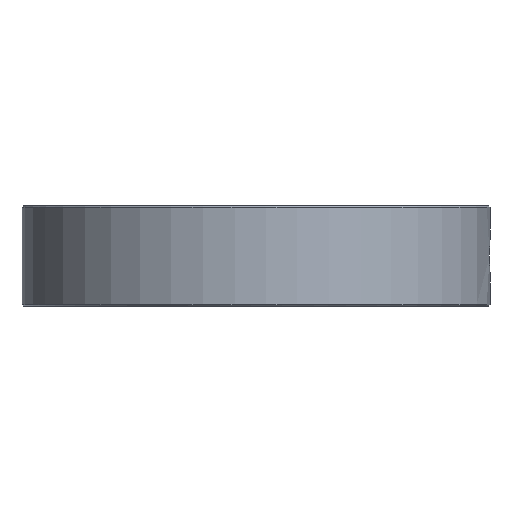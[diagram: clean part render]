
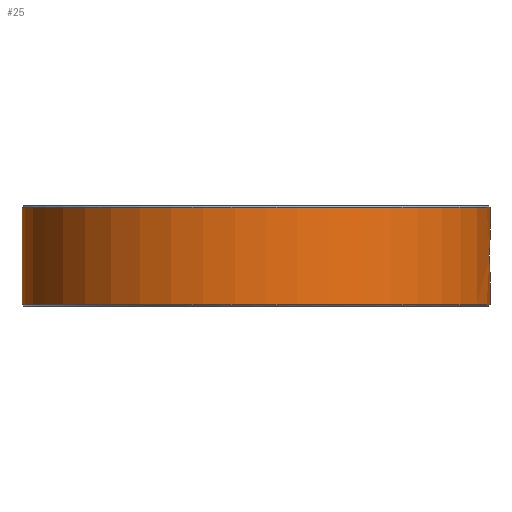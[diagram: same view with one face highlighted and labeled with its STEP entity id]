
A CAD part, front view. The second image highlights one B-rep face of the part: STEP entity #25.
In plain terms, the highlighted free-form (B-spline) face has degree [2, 1] with [5, 2] control points.
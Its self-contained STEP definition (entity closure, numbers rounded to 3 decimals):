
#25=ADVANCED_FACE('',(#43),#289,.T.);
#43=FACE_OUTER_BOUND('',#63,.T.);
#63=EDGE_LOOP('',(#106,#107,#108,#109,#110,#111,#112));
#106=ORIENTED_EDGE('',*,*,#202,.T.);
#107=ORIENTED_EDGE('',*,*,#187,.F.);
#108=ORIENTED_EDGE('',*,*,#180,.F.);
#109=ORIENTED_EDGE('',*,*,#174,.T.);
#110=ORIENTED_EDGE('',*,*,#200,.T.);
#111=ORIENTED_EDGE('',*,*,#183,.F.);
#112=ORIENTED_EDGE('',*,*,#184,.T.);
#174=EDGE_CURVE('',#259,#276,#209,.T.);
#180=EDGE_CURVE('',#259,#266,#230,.T.);
#183=EDGE_CURVE('',#265,#260,#233,.T.);
#184=EDGE_CURVE('',#265,#277,#234,.T.);
#187=EDGE_CURVE('',#266,#278,#236,.T.);
#200=EDGE_CURVE('',#276,#260,#217,.T.);
#202=EDGE_CURVE('',#277,#278,#248,.T.);
#209=B_SPLINE_CURVE_WITH_KNOTS('',3,(#541,#542,#543,#544,#545,#546,#547,
#548,#549,#550),.UNSPECIFIED.,.F.,.F.,(4,2,2,2,4),(0.,1.977,
3.954,5.93,7.907),.UNSPECIFIED.);
#217=B_SPLINE_CURVE_WITH_KNOTS('',3,(#671,#672,#673,#674,#675,#676,#677,
#678,#679,#680),.UNSPECIFIED.,.F.,.F.,(4,2,2,2,4),(7.907,9.884,
11.861,13.837,15.814),.UNSPECIFIED.);
#230=(
BOUNDED_CURVE()
B_SPLINE_CURVE(1,(#601,#602),.UNSPECIFIED.,.F.,.F.)
B_SPLINE_CURVE_WITH_KNOTS((2,2),(20.,29.5),.UNSPECIFIED.)
CURVE()
GEOMETRIC_REPRESENTATION_ITEM()
RATIONAL_B_SPLINE_CURVE((1.,1.))
REPRESENTATION_ITEM('')
);
#233=(
BOUNDED_CURVE()
B_SPLINE_CURVE(1,(#607,#608),.UNSPECIFIED.,.F.,.F.)
B_SPLINE_CURVE_WITH_KNOTS((2,2),(0.5,10.),.UNSPECIFIED.)
CURVE()
GEOMETRIC_REPRESENTATION_ITEM()
RATIONAL_B_SPLINE_CURVE((1.,1.))
REPRESENTATION_ITEM('')
);
#234=(
BOUNDED_CURVE()
B_SPLINE_CURVE(2,(#609,#610,#611,#612,#613),.UNSPECIFIED.,.F.,.F.)
B_SPLINE_CURVE_WITH_KNOTS((3,2,3),(0.,108.935,217.869),
 .UNSPECIFIED.)
CURVE()
GEOMETRIC_REPRESENTATION_ITEM()
RATIONAL_B_SPLINE_CURVE((1.,0.707,1.,0.707,1.))
REPRESENTATION_ITEM('')
);
#236=(
BOUNDED_CURVE()
B_SPLINE_CURVE(2,(#621,#622,#623,#624,#625),.UNSPECIFIED.,.F.,.F.)
B_SPLINE_CURVE_WITH_KNOTS((3,2,3),(0.,108.935,217.869),
 .UNSPECIFIED.)
CURVE()
GEOMETRIC_REPRESENTATION_ITEM()
RATIONAL_B_SPLINE_CURVE((1.,0.707,1.,0.707,1.))
REPRESENTATION_ITEM('')
);
#248=(
BOUNDED_CURVE()
B_SPLINE_CURVE(1,(#691,#692),.UNSPECIFIED.,.F.,.F.)
B_SPLINE_CURVE_WITH_KNOTS((2,2),(0.5,29.5),.UNSPECIFIED.)
CURVE()
GEOMETRIC_REPRESENTATION_ITEM()
RATIONAL_B_SPLINE_CURVE((1.,1.))
REPRESENTATION_ITEM('')
);
#259=VERTEX_POINT('',#483);
#260=VERTEX_POINT('',#484);
#265=VERTEX_POINT('',#489);
#266=VERTEX_POINT('',#490);
#276=VERTEX_POINT('',#500);
#277=VERTEX_POINT('',#501);
#278=VERTEX_POINT('',#502);
#289=(
BOUNDED_SURFACE()
B_SPLINE_SURFACE(2,1,((#375,#376),(#377,#378),(#379,#380),(#381,#382),(#383,
#384)),.UNSPECIFIED.,.F.,.F.,.F.)
B_SPLINE_SURFACE_WITH_KNOTS((3,2,3),(2,2),(0.,109.72,219.44),
(0.,30.),.UNSPECIFIED.)
GEOMETRIC_REPRESENTATION_ITEM()
RATIONAL_B_SPLINE_SURFACE(((1.,1.),(0.707,0.707),
(1.,1.),(0.707,0.707),(1.,1.)))
REPRESENTATION_ITEM('')
SURFACE()
);
#375=CARTESIAN_POINT('',(69.327,0.805,30.));
#376=CARTESIAN_POINT('',(69.327,0.805,0.));
#377=CARTESIAN_POINT('',(69.327,-69.045,30.));
#378=CARTESIAN_POINT('',(69.327,-69.045,0.));
#379=CARTESIAN_POINT('',(-0.523,-69.045,30.));
#380=CARTESIAN_POINT('',(-0.523,-69.045,0.));
#381=CARTESIAN_POINT('',(-70.373,-69.045,30.));
#382=CARTESIAN_POINT('',(-70.373,-69.045,0.));
#383=CARTESIAN_POINT('',(-70.373,0.805,30.));
#384=CARTESIAN_POINT('',(-70.373,0.805,0.));
#483=CARTESIAN_POINT('',(69.327,0.805,10.));
#484=CARTESIAN_POINT('',(69.327,0.805,20.));
#489=CARTESIAN_POINT('',(69.327,0.805,29.5));
#490=CARTESIAN_POINT('',(69.327,0.805,0.5));
#500=CARTESIAN_POINT('',(69.148,-4.195,15.));
#501=CARTESIAN_POINT('',(-70.373,0.805,29.5));
#502=CARTESIAN_POINT('',(-70.373,0.805,0.5));
#541=CARTESIAN_POINT('',(69.327,0.805,10.));
#542=CARTESIAN_POINT('',(69.327,0.148,10.));
#543=CARTESIAN_POINT('',(69.318,-0.502,10.129));
#544=CARTESIAN_POINT('',(69.284,-1.715,10.632));
#545=CARTESIAN_POINT('',(69.261,-2.267,11.));
#546=CARTESIAN_POINT('',(69.214,-3.195,11.929));
#547=CARTESIAN_POINT('',(69.191,-3.563,12.48));
#548=CARTESIAN_POINT('',(69.158,-4.066,13.693));
#549=CARTESIAN_POINT('',(69.148,-4.195,14.343));
#550=CARTESIAN_POINT('',(69.148,-4.195,15.));
#601=CARTESIAN_POINT('',(69.327,0.805,10.));
#602=CARTESIAN_POINT('',(69.327,0.805,0.5));
#607=CARTESIAN_POINT('',(69.327,0.805,29.5));
#608=CARTESIAN_POINT('',(69.327,0.805,20.));
#609=CARTESIAN_POINT('',(69.327,0.805,29.5));
#610=CARTESIAN_POINT('',(69.327,-69.045,29.5));
#611=CARTESIAN_POINT('',(-0.523,-69.045,29.5));
#612=CARTESIAN_POINT('',(-70.373,-69.045,29.5));
#613=CARTESIAN_POINT('',(-70.373,0.805,29.5));
#621=CARTESIAN_POINT('',(69.327,0.805,0.5));
#622=CARTESIAN_POINT('',(69.327,-69.045,0.5));
#623=CARTESIAN_POINT('',(-0.523,-69.045,0.5));
#624=CARTESIAN_POINT('',(-70.373,-69.045,0.5));
#625=CARTESIAN_POINT('',(-70.373,0.805,0.5));
#671=CARTESIAN_POINT('',(69.148,-4.195,15.));
#672=CARTESIAN_POINT('',(69.148,-4.195,15.657));
#673=CARTESIAN_POINT('',(69.158,-4.066,16.307));
#674=CARTESIAN_POINT('',(69.191,-3.563,17.52));
#675=CARTESIAN_POINT('',(69.214,-3.195,18.071));
#676=CARTESIAN_POINT('',(69.261,-2.267,19.));
#677=CARTESIAN_POINT('',(69.284,-1.715,19.368));
#678=CARTESIAN_POINT('',(69.318,-0.502,19.871));
#679=CARTESIAN_POINT('',(69.327,0.148,20.));
#680=CARTESIAN_POINT('',(69.327,0.805,20.));
#691=CARTESIAN_POINT('',(-70.373,0.805,29.5));
#692=CARTESIAN_POINT('',(-70.373,0.805,0.5));
